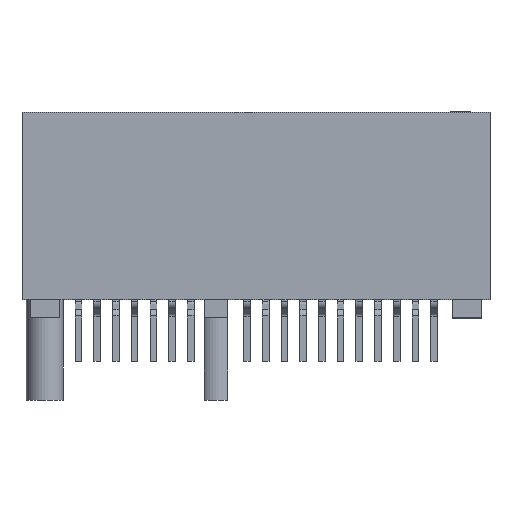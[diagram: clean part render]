
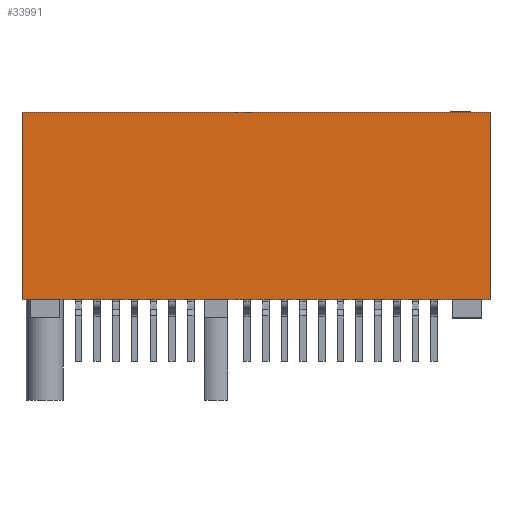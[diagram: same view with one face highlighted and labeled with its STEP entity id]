
A CAD part, top view. The second image highlights one B-rep face of the part: STEP entity #33991.
In plain terms, the highlighted planar face has unit normal (0, 0, 1).
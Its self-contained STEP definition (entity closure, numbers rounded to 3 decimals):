
#1733=ORIENTED_EDGE('',*,*,#10988,.F.);
#1734=ORIENTED_EDGE('',*,*,#11337,.F.);
#1735=ORIENTED_EDGE('',*,*,#11360,.T.);
#1736=ORIENTED_EDGE('',*,*,#11146,.F.);
#10988=EDGE_CURVE('',#15806,#15798,#19016,.T.);
#11146=EDGE_CURVE('',#15798,#15964,#19174,.T.);
#11337=EDGE_CURVE('',#16152,#15806,#19364,.T.);
#11360=EDGE_CURVE('',#16152,#15964,#19385,.T.);
#15798=VERTEX_POINT('',#46791);
#15806=VERTEX_POINT('',#46807);
#15964=VERTEX_POINT('',#47125);
#16152=VERTEX_POINT('',#47504);
#19016=LINE('',#46808,#22964);
#19174=LINE('',#47124,#23122);
#19364=LINE('',#47505,#23312);
#19385=LINE('',#47547,#23333);
#22964=VECTOR('',#37996,1000.);
#23122=VECTOR('',#38156,1000.);
#23312=VECTOR('',#38350,1000.);
#23333=VECTOR('',#38379,1000.);
#26990=EDGE_LOOP('',(#1733,#1734,#1735,#1736));
#28628=FACE_BOUND('',#26990,.T.);
#30183=PLANE('',#35563);
#33991=ADVANCED_FACE('',(#28628),#30183,.T.);
#35563=AXIS2_PLACEMENT_3D('',#47546,#38377,#38378);
#37996=DIRECTION('',(0.,1.,0.));
#38156=DIRECTION('',(1.,0.,0.));
#38350=DIRECTION('',(-1.,0.,0.));
#38377=DIRECTION('',(0.,0.,1.));
#38378=DIRECTION('',(1.,0.,0.));
#38379=DIRECTION('',(0.,1.,0.));
#46791=CARTESIAN_POINT('',(-12.5,10.,3.65));
#46807=CARTESIAN_POINT('',(-12.5,0.,3.65));
#46808=CARTESIAN_POINT('',(-12.5,9.3,3.65));
#47124=CARTESIAN_POINT('',(-12.5,10.,3.65));
#47125=CARTESIAN_POINT('',(12.5,10.,3.65));
#47504=CARTESIAN_POINT('',(12.5,0.,3.65));
#47505=CARTESIAN_POINT('',(12.5,0.,3.65));
#47546=CARTESIAN_POINT('',(-12.5,9.3,3.65));
#47547=CARTESIAN_POINT('',(12.5,9.3,3.65));
